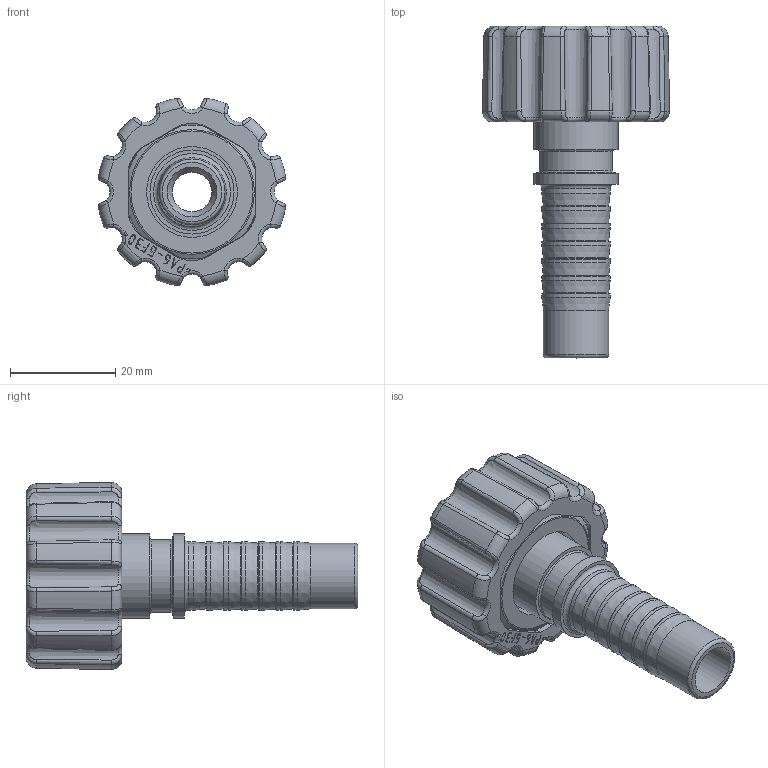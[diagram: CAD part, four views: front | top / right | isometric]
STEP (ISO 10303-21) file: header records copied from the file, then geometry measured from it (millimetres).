
FILE_DESCRIPTION(/* description */ ('Unknown'),/* implementation_level */ '2;1');
FILE_NAME(/* name */ '040001945_319201',/* time_stamp */ '2018-11-13T09:24:23+01:00',/* author */ ('Unknown'),/* organization */ ('Unknown'),/* preprocessor_version */ 'ST-DEVELOPER v16.7',/* originating_system */ 'DEX',/* authorisation */ $);
FILE_SCHEMA (('AUTOMOTIVE_DESIGN {1 0 10303 214 3 1 1}'));
Length unit declared in the file: millimetre
Products named in the file (1): Part18
Bounding box: 35.63 x 63.1 x 35.63 mm (x, y, z)
Volume: 15737.6 mm3; surface area: 12351.5 mm2
Topology: 1 solids, 1 shells, 616 faces, 1525 edges, 966 vertices
Faces by surface type: bspline 237, plane 222, torus 67, cylinder 46, cone 44
Full cylindrical faces by diameter (mm): 7.5 x1, 9.5 x1, 10.3 x2, 12.5 x1, 13.026 x7, 13.9 x1, 14 x2, 16 x2, 17.3 x1, 19 x1, 20.5 x1, 24 x1, 24.2 x1
Entity records: 26132 total; most frequent: CARTESIAN_POINT 9045, ORIENTED_EDGE 2890, DIRECTION 2055, EDGE_CURVE 1445, VERTEX_POINT 952, EDGE_LOOP 751, FACE_BOUND 751, AXIS2_PLACEMENT_3D 720
